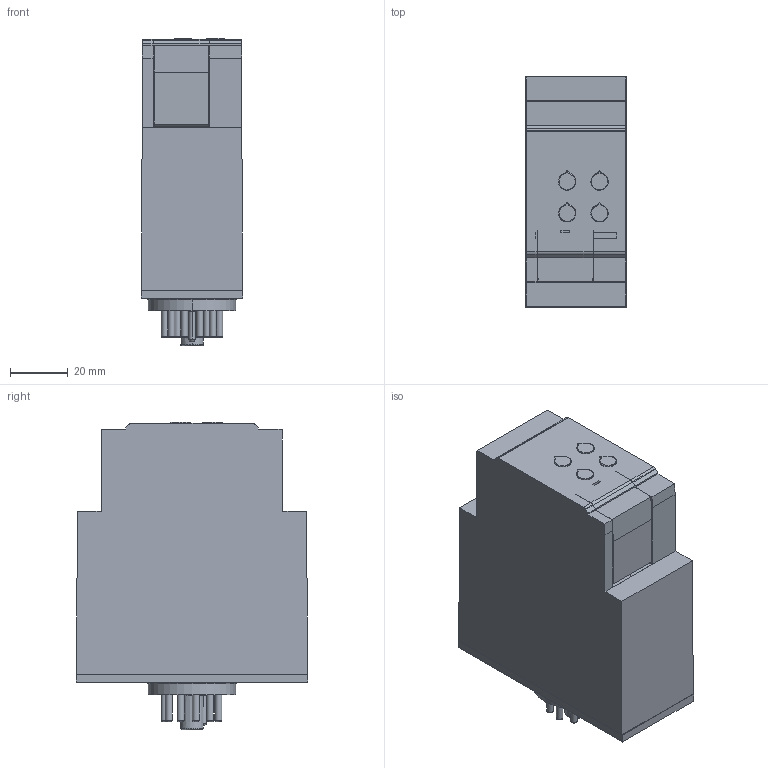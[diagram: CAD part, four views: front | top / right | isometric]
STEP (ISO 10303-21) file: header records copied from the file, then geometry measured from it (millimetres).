
FILE_DESCRIPTION(/* description */ (''),/* implementation_level */ '2;1');
FILE_NAME(/* name */ 'PPC01.stp',/* time_stamp */ '2017-03-06T11:54:38+01:00',/* author */ ('rtamburlin'),/* organization */ (''),/* preprocessor_version */ 'ST-DEVELOPER v16.5',/* originating_system */ 'Autodesk Inventor 2017',/* authorisation */ '');
FILE_SCHEMA (('AUTOMOTIVE_DESIGN { 1 0 10303 214 3 1 1 }'));
Length unit declared in the file: millimetre
Products named in the file (1): PPC01
Bounding box: 35.1 x 80.4 x 106.6 mm (x, y, z)
Volume: 233675.5 mm3; surface area: 28525.2 mm2
Topology: 1 solids, 1 shells, 394 faces, 1058 edges, 694 vertices
Faces by surface type: plane 227, bspline 82, cylinder 50, torus 27, cone 8
Full cylindrical faces by diameter (mm): 2.4 x11
Entity records: 25504 total; most frequent: CARTESIAN_POINT 15816, ORIENTED_EDGE 2068, DIRECTION 1640, EDGE_CURVE 1034, LINE 694, VECTOR 694, VERTEX_POINT 694, AXIS2_PLACEMENT_3D 473
